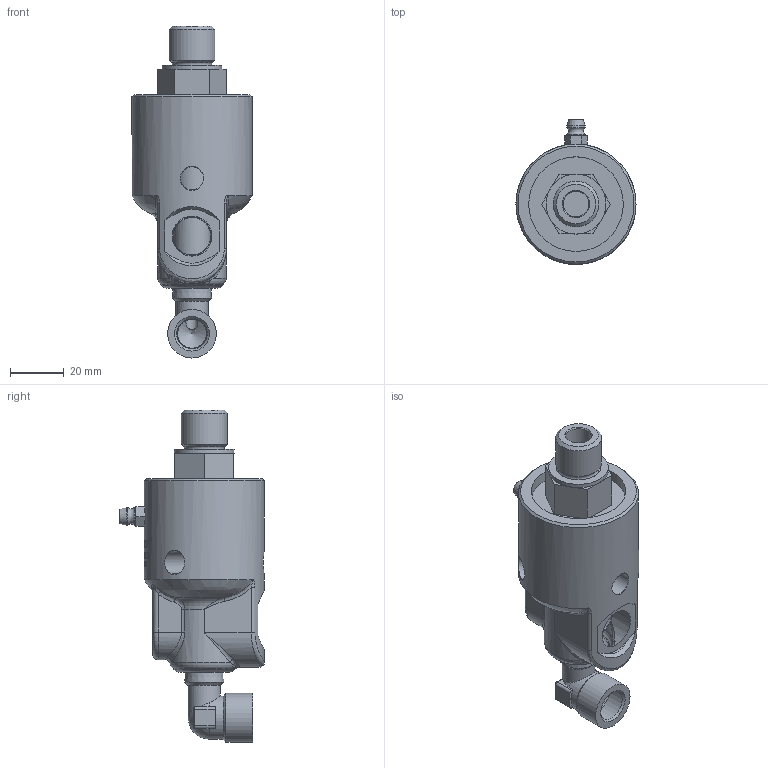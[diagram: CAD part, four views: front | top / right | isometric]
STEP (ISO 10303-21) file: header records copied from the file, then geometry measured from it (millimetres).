
FILE_DESCRIPTION(/* description */ (''),/* implementation_level */ '2;1');
FILE_NAME(/* name */ '55-000-094120-IC.stp',/* time_stamp */ '2020-05-20T09:16:16-05:00',/* author */ ('GALINDOLM'),/* organization */ (''),/* preprocessor_version */ 'ST-DEVELOPER v18',/* originating_system */ 'Autodesk Inventor 2020',/* authorisation */ '');
FILE_SCHEMA (('AUTOMOTIVE_DESIGN { 1 0 10303 214 3 1 1 }'));
Products named in the file (1): 55-000-094120-IC
Bounding box: 44.5 x 53.61 x 123.01 mm (x, y, z)
Volume: 91661.1 mm3; surface area: 20591.1 mm2
Topology: 1 solids, 1 shells, 664 faces, 1752 edges, 1148 vertices
Faces by surface type: bspline 305, plane 226, cylinder 97, cone 25, torus 8, sphere 3
Full cylindrical faces by diameter (mm): 1.5 x1, 4.5 x1, 4.917 x1, 6.75 x2, 8.6 x3, 9.5 x1, 10.719 x1, 12 x1, 13.889 x1, 16 x1, 16.51 x1, 17 x1, 18 x1, 22.225 x1, 35.05 x1, 44.5 x1
Entity records: 87910 total; most frequent: CARTESIAN_POINT 72520, ORIENTED_EDGE 3492, DIRECTION 2322, EDGE_CURVE 1746, VERTEX_POINT 1148, AXIS2_PLACEMENT_3D 835, EDGE_LOOP 730, FACE_OUTER_BOUND 664
